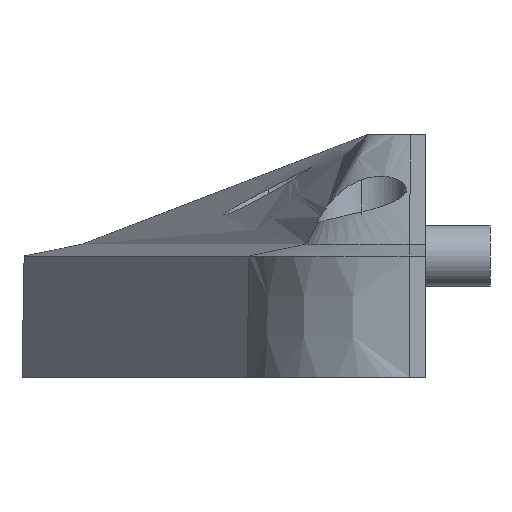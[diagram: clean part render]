
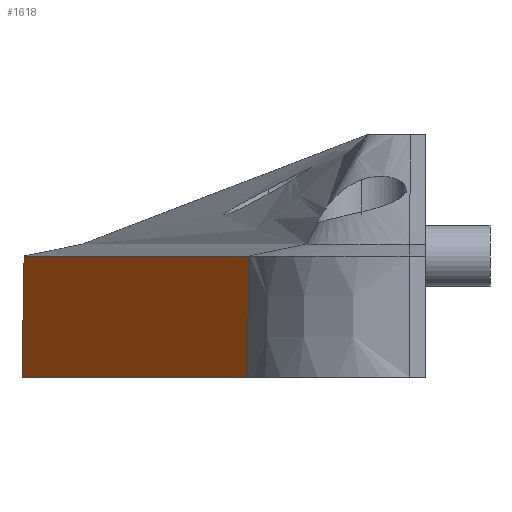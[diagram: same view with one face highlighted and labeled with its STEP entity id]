
A CAD part, left-side view. The second image highlights one B-rep face of the part: STEP entity #1618.
In plain terms, the highlighted planar face has unit normal (-0.174, 0.985, 0.018).
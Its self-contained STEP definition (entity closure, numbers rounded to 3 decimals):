
#80 = LINE ( 'NONE', #663, #1521 ) ;
#191 = ORIENTED_EDGE ( 'NONE', *, *, #1692, .T. ) ;
#192 = CARTESIAN_POINT ( 'NONE',  ( -208.072, 21.862, 0. ) ) ;
#208 = CARTESIAN_POINT ( 'NONE',  ( -208.118, 22.12, -15. ) ) ;
#235 = CARTESIAN_POINT ( 'NONE',  ( -49.977, 49.738, 0. ) ) ;
#236 = VERTEX_POINT ( 'NONE', #192 ) ;
#239 = VECTOR ( 'NONE', #1111, 1000. ) ;
#324 = ORIENTED_EDGE ( 'NONE', *, *, #1076, .F. ) ;
#372 = DIRECTION ( 'NONE',  ( -0.985, -0.174, 0. ) ) ;
#377 = ORIENTED_EDGE ( 'NONE', *, *, #1801, .T. ) ;
#381 = PLANE ( 'NONE',  #1185 ) ;
#550 = LINE ( 'NONE', #984, #1381 ) ;
#663 = CARTESIAN_POINT ( 'NONE',  ( -50., 50., -15. ) ) ;
#718 = CARTESIAN_POINT ( 'NONE',  ( -50., 50., -15. ) ) ;
#780 = CARTESIAN_POINT ( 'NONE',  ( -208.087, 21.948, -5. ) ) ;
#789 = EDGE_CURVE ( 'NONE', #236, #1192, #550, .T. ) ;
#820 = DIRECTION ( 'NONE',  ( 0.985, 0.174, 0. ) ) ;
#832 = DIRECTION ( 'NONE',  ( -0.985, -0.174, 0. ) ) ;
#925 = CARTESIAN_POINT ( 'NONE',  ( -208.118, 22.12, -15. ) ) ;
#931 = EDGE_LOOP ( 'NONE', ( #324, #1172, #377, #191 ) ) ;
#984 = CARTESIAN_POINT ( 'NONE',  ( -49.955, 49.742, 0. ) ) ;
#994 = VERTEX_POINT ( 'NONE', #718 ) ;
#1004 = CARTESIAN_POINT ( 'NONE',  ( -49.977, 49.738, 0. ) ) ;
#1068 = CARTESIAN_POINT ( 'NONE',  ( -208.103, 22.034, -10. ) ) ;
#1076 = EDGE_CURVE ( 'NONE', #236, #1150, #1282, .T. ) ;
#1094 = DIRECTION ( 'NONE',  ( -0.174, 0.985, 0.017 ) ) ;
#1111 = DIRECTION ( 'NONE',  ( -0.002, 0.017, -1. ) ) ;
#1150 = VERTEX_POINT ( 'NONE', #208 ) ;
#1172 = ORIENTED_EDGE ( 'NONE', *, *, #789, .T. ) ;
#1185 = AXIS2_PLACEMENT_3D ( 'NONE', #1823, #1094, #372 ) ;
#1192 = VERTEX_POINT ( 'NONE', #235 ) ;
#1282 = B_SPLINE_CURVE_WITH_KNOTS ( 'NONE', 3,
 ( #1658, #780, #1068, #925 ),
 .UNSPECIFIED., .F., .F.,
 ( 4, 4 ),
 ( 0., 1. ),
 .UNSPECIFIED. ) ;
#1381 = VECTOR ( 'NONE', #820, 1000. ) ;
#1521 = VECTOR ( 'NONE', #832, 1000. ) ;
#1618 = ADVANCED_FACE ( 'NONE', ( #1800 ), #381, .T. ) ;
#1658 = CARTESIAN_POINT ( 'NONE',  ( -208.072, 21.862, 0. ) ) ;
#1692 = EDGE_CURVE ( 'NONE', #994, #1150, #80, .T. ) ;
#1800 = FACE_OUTER_BOUND ( 'NONE', #931, .T. ) ;
#1801 = EDGE_CURVE ( 'NONE', #1192, #994, #1882, .T. ) ;
#1823 = CARTESIAN_POINT ( 'NONE',  ( -50., 50., -15. ) ) ;
#1882 = LINE ( 'NONE', #1004, #239 ) ;
